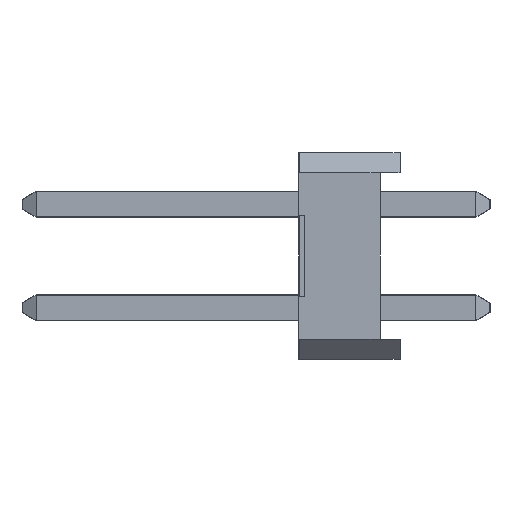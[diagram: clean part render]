
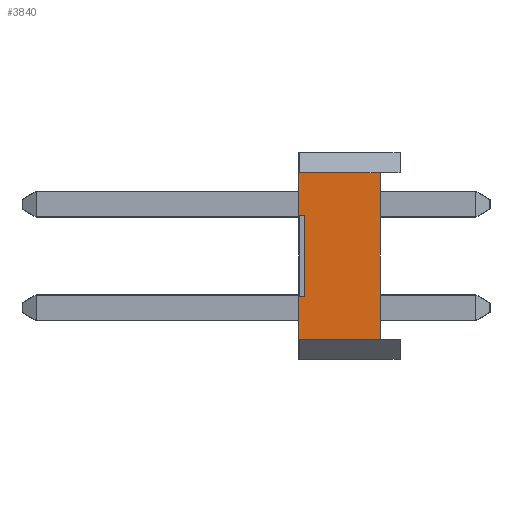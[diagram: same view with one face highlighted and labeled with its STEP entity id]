
A CAD part, left-side view. The second image highlights one B-rep face of the part: STEP entity #3840.
In plain terms, the highlighted planar face has unit normal (-1, 0, 0).
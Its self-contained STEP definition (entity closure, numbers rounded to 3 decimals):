
#60 = ORIENTED_EDGE ( 'NONE', *, *, #3542, .T. ) ;
#157 = AXIS2_PLACEMENT_3D ( 'NONE', #717, #1298, #2808 ) ;
#218 = CARTESIAN_POINT ( 'NONE',  ( -1.27, 2.5, 2.03 ) ) ;
#295 = CARTESIAN_POINT ( 'NONE',  ( -1.27, 2.49, -1. ) ) ;
#334 = DIRECTION ( 'NONE',  ( 0., 0., 1. ) ) ;
#342 = VERTEX_POINT ( 'NONE', #1848 ) ;
#418 = CARTESIAN_POINT ( 'NONE',  ( -1.27, -4.081, 2.04 ) ) ;
#445 = DIRECTION ( 'NONE',  ( 0., 1., 0. ) ) ;
#579 = ORIENTED_EDGE ( 'NONE', *, *, #1559, .F. ) ;
#586 = CARTESIAN_POINT ( 'NONE',  ( -1.27, 2.5, 2.04 ) ) ;
#655 = AXIS2_PLACEMENT_3D ( 'NONE', #3645, #2363, #2667 ) ;
#717 = CARTESIAN_POINT ( 'NONE',  ( -1.27, 2.49, 2.03 ) ) ;
#736 = DIRECTION ( 'NONE',  ( 0., 1., 0. ) ) ;
#755 = ORIENTED_EDGE ( 'NONE', *, *, #2973, .F. ) ;
#794 = VECTOR ( 'NONE', #736, 1000. ) ;
#805 = DIRECTION ( 'NONE',  ( 0., 0., 1. ) ) ;
#875 = VERTEX_POINT ( 'NONE', #3125 ) ;
#889 = PLANE ( 'NONE',  #3365 ) ;
#1035 = VECTOR ( 'NONE', #2682, 1000. ) ;
#1047 = EDGE_CURVE ( 'NONE', #3858, #875, #3179, .T. ) ;
#1136 = CARTESIAN_POINT ( 'NONE',  ( -1.27, -4.081, 2.04 ) ) ;
#1246 = AXIS2_PLACEMENT_3D ( 'NONE', #2744, #1875, #334 ) ;
#1270 = LINE ( 'NONE', #2541, #794 ) ;
#1298 = DIRECTION ( 'NONE',  ( -1., 0., 0. ) ) ;
#1352 = VECTOR ( 'NONE', #1384, 1000. ) ;
#1359 = LINE ( 'NONE', #3510, #3092 ) ;
#1384 = DIRECTION ( 'NONE',  ( 0., 0., 1. ) ) ;
#1401 = CARTESIAN_POINT ( 'NONE',  ( -1.27, 2.49, -1.01 ) ) ;
#1425 = EDGE_CURVE ( 'NONE', #2142, #1652, #1359, .T. ) ;
#1442 = CARTESIAN_POINT ( 'NONE',  ( -1.27, 2.49, 2.04 ) ) ;
#1453 = VERTEX_POINT ( 'NONE', #2926 ) ;
#1538 = ORIENTED_EDGE ( 'NONE', *, *, #2815, .F. ) ;
#1559 = EDGE_CURVE ( 'NONE', #1835, #3781, #3025, .T. ) ;
#1574 = CIRCLE ( 'NONE', #157, 0.01 ) ;
#1584 = CARTESIAN_POINT ( 'NONE',  ( -1.27, 0.5, -2.04 ) ) ;
#1652 = VERTEX_POINT ( 'NONE', #218 ) ;
#1653 = EDGE_CURVE ( 'NONE', #2142, #3781, #3163, .T. ) ;
#1660 = ORIENTED_EDGE ( 'NONE', *, *, #3839, .T. ) ;
#1667 = CARTESIAN_POINT ( 'NONE',  ( -1.27, 2.35, -1. ) ) ;
#1692 = VECTOR ( 'NONE', #3459, 1000. ) ;
#1738 = DIRECTION ( 'NONE',  ( 0., 1., 0. ) ) ;
#1811 = DIRECTION ( 'NONE',  ( 0., 0., 1. ) ) ;
#1817 = DIRECTION ( 'NONE',  ( -1., 0., 0. ) ) ;
#1823 = CIRCLE ( 'NONE', #1246, 0.01 ) ;
#1835 = VERTEX_POINT ( 'NONE', #2585 ) ;
#1848 = CARTESIAN_POINT ( 'NONE',  ( -1.27, 2.35, -1. ) ) ;
#1875 = DIRECTION ( 'NONE',  ( -1., 0., 0. ) ) ;
#1990 = CARTESIAN_POINT ( 'NONE',  ( -1.27, 0.5, 2.04 ) ) ;
#2012 = DIRECTION ( 'NONE',  ( 0., 0., 1. ) ) ;
#2040 = EDGE_CURVE ( 'NONE', #875, #2495, #2055, .T. ) ;
#2045 = DIRECTION ( 'NONE',  ( -1., 0., 0. ) ) ;
#2055 = LINE ( 'NONE', #1136, #2456 ) ;
#2113 = DIRECTION ( 'NONE',  ( 0., 0., 1. ) ) ;
#2114 = CARTESIAN_POINT ( 'NONE',  ( -1.27, 2.5, 1.01 ) ) ;
#2142 = VERTEX_POINT ( 'NONE', #2114 ) ;
#2231 = CARTESIAN_POINT ( 'NONE',  ( -1.27, 2.35, -1. ) ) ;
#2279 = EDGE_CURVE ( 'NONE', #342, #3900, #3558, .T. ) ;
#2322 = VERTEX_POINT ( 'NONE', #3793 ) ;
#2344 = EDGE_CURVE ( 'NONE', #3900, #3199, #3546, .T. ) ;
#2363 = DIRECTION ( 'NONE',  ( -1., 0., 0. ) ) ;
#2456 = VECTOR ( 'NONE', #1738, 1000. ) ;
#2465 = ORIENTED_EDGE ( 'NONE', *, *, #2279, .T. ) ;
#2495 = VERTEX_POINT ( 'NONE', #1442 ) ;
#2541 = CARTESIAN_POINT ( 'NONE',  ( -1.27, -4.081, -2.04 ) ) ;
#2585 = CARTESIAN_POINT ( 'NONE',  ( -1.27, 2.35, 1. ) ) ;
#2667 = DIRECTION ( 'NONE',  ( 0., 0., 1. ) ) ;
#2682 = DIRECTION ( 'NONE',  ( 0., 1., 0. ) ) ;
#2690 = EDGE_CURVE ( 'NONE', #3858, #2322, #1270, .T. ) ;
#2695 = ORIENTED_EDGE ( 'NONE', *, *, #1425, .F. ) ;
#2716 = VECTOR ( 'NONE', #1811, 1000. ) ;
#2744 = CARTESIAN_POINT ( 'NONE',  ( -1.27, 2.49, -2.03 ) ) ;
#2775 = ORIENTED_EDGE ( 'NONE', *, *, #2690, .F. ) ;
#2808 = DIRECTION ( 'NONE',  ( 0., 0., 1. ) ) ;
#2815 = EDGE_CURVE ( 'NONE', #342, #1835, #3442, .T. ) ;
#2825 = ORIENTED_EDGE ( 'NONE', *, *, #2040, .T. ) ;
#2884 = CARTESIAN_POINT ( 'NONE',  ( -1.27, 2.49, 1. ) ) ;
#2926 = CARTESIAN_POINT ( 'NONE',  ( -1.27, 2.5, -2.03 ) ) ;
#2973 = EDGE_CURVE ( 'NONE', #1453, #3199, #3614, .T. ) ;
#3015 = ORIENTED_EDGE ( 'NONE', *, *, #1653, .T. ) ;
#3025 = LINE ( 'NONE', #3568, #1035 ) ;
#3087 = ORIENTED_EDGE ( 'NONE', *, *, #1047, .T. ) ;
#3092 = VECTOR ( 'NONE', #805, 1000. ) ;
#3097 = CARTESIAN_POINT ( 'NONE',  ( -1.27, 2.5, -1.01 ) ) ;
#3106 = FACE_OUTER_BOUND ( 'NONE', #3600, .T. ) ;
#3125 = CARTESIAN_POINT ( 'NONE',  ( -1.27, 0.5, 2.04 ) ) ;
#3163 = CIRCLE ( 'NONE', #655, 0.01 ) ;
#3168 = AXIS2_PLACEMENT_3D ( 'NONE', #1401, #2045, #2012 ) ;
#3179 = LINE ( 'NONE', #1990, #1352 ) ;
#3199 = VERTEX_POINT ( 'NONE', #3097 ) ;
#3365 = AXIS2_PLACEMENT_3D ( 'NONE', #418, #1817, #2113 ) ;
#3442 = LINE ( 'NONE', #2231, #1692 ) ;
#3459 = DIRECTION ( 'NONE',  ( 0., 0., 1. ) ) ;
#3510 = CARTESIAN_POINT ( 'NONE',  ( -1.27, 2.5, 2.04 ) ) ;
#3542 = EDGE_CURVE ( 'NONE', #2495, #1652, #1574, .T. ) ;
#3546 = CIRCLE ( 'NONE', #3168, 0.01 ) ;
#3558 = LINE ( 'NONE', #1667, #3859 ) ;
#3568 = CARTESIAN_POINT ( 'NONE',  ( -1.27, 2.35, 1. ) ) ;
#3600 = EDGE_LOOP ( 'NONE', ( #2825, #60, #2695, #3015, #579, #1538, #2465, #3774, #755, #1660, #2775, #3087 ) ) ;
#3614 = LINE ( 'NONE', #586, #2716 ) ;
#3645 = CARTESIAN_POINT ( 'NONE',  ( -1.27, 2.49, 1.01 ) ) ;
#3774 = ORIENTED_EDGE ( 'NONE', *, *, #2344, .T. ) ;
#3781 = VERTEX_POINT ( 'NONE', #2884 ) ;
#3793 = CARTESIAN_POINT ( 'NONE',  ( -1.27, 2.49, -2.04 ) ) ;
#3839 = EDGE_CURVE ( 'NONE', #1453, #2322, #1823, .T. ) ;
#3840 = ADVANCED_FACE ( 'NONE', ( #3106 ), #889, .T. ) ;
#3858 = VERTEX_POINT ( 'NONE', #1584 ) ;
#3859 = VECTOR ( 'NONE', #445, 1000. ) ;
#3900 = VERTEX_POINT ( 'NONE', #295 ) ;
